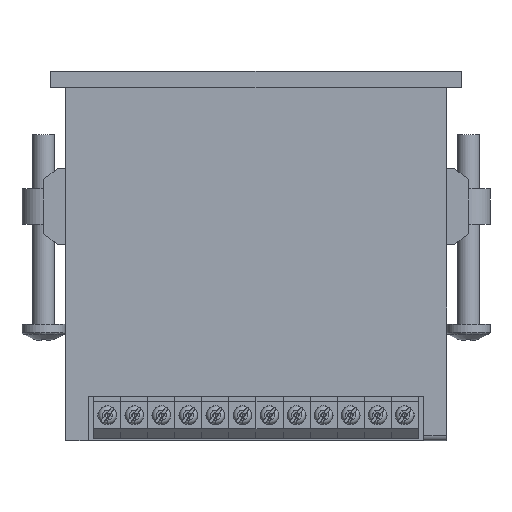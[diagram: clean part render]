
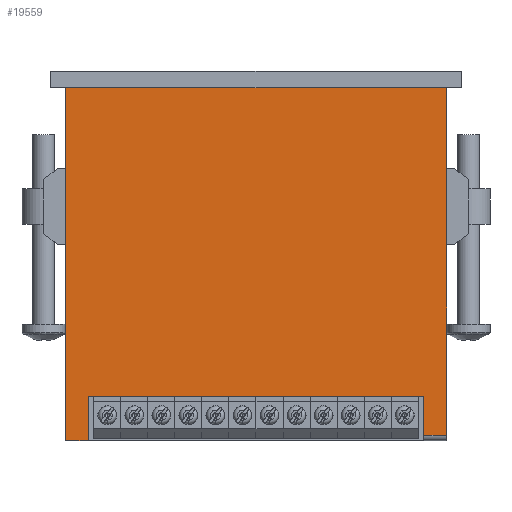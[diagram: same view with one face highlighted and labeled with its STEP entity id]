
A CAD part, front view. The second image highlights one B-rep face of the part: STEP entity #19559.
In plain terms, the highlighted planar face has unit normal (0, -1, 0).
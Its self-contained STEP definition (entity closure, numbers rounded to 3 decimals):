
#133 = ORIENTED_EDGE ( 'NONE', *, *, #3923, .T. ) ;
#728 = CARTESIAN_POINT ( 'NONE',  ( 73.25, 2., -67.3 ) ) ;
#857 = EDGE_CURVE ( 'NONE', #2126, #26446, #4302, .T. ) ;
#1085 = VERTEX_POINT ( 'NONE', #22728 ) ;
#1359 = DIRECTION ( 'NONE',  ( -1., 0., 0. ) ) ;
#1750 = LINE ( 'NONE', #15640, #7666 ) ;
#2035 = ORIENTED_EDGE ( 'NONE', *, *, #13043, .T. ) ;
#2119 = VECTOR ( 'NONE', #8824, 1000. ) ;
#2126 = VERTEX_POINT ( 'NONE', #16921 ) ;
#2196 = LINE ( 'NONE', #25133, #8119 ) ;
#2259 = DIRECTION ( 'NONE',  ( -1., 0., 0. ) ) ;
#2878 = EDGE_CURVE ( 'NONE', #19965, #21499, #23522, .T. ) ;
#3031 = VECTOR ( 'NONE', #28122, 1000. ) ;
#3820 = FACE_OUTER_BOUND ( 'NONE', #27652, .T. ) ;
#3923 = EDGE_CURVE ( 'NONE', #18653, #21499, #1750, .T. ) ;
#4302 = LINE ( 'NONE', #13454, #27325 ) ;
#4367 = VECTOR ( 'NONE', #1359, 1000. ) ;
#4727 = EDGE_CURVE ( 'NONE', #1085, #24773, #8958, .T. ) ;
#5503 = DIRECTION ( 'NONE',  ( 0., 0., 1. ) ) ;
#6224 = CARTESIAN_POINT ( 'NONE',  ( 69., 2., -67.3 ) ) ;
#7571 = DIRECTION ( 'NONE',  ( 0., 1., 0. ) ) ;
#7666 = VECTOR ( 'NONE', #2259, 1000. ) ;
#8119 = VECTOR ( 'NONE', #9554, 1000. ) ;
#8824 = DIRECTION ( 'NONE',  ( -1., 0., 0. ) ) ;
#8958 = LINE ( 'NONE', #25895, #3031 ) ;
#9554 = DIRECTION ( 'NONE',  ( 1., 0., 0. ) ) ;
#10155 = CARTESIAN_POINT ( 'NONE',  ( 2.75, 2., -68.3 ) ) ;
#10300 = LINE ( 'NONE', #25844, #4367 ) ;
#10460 = CARTESIAN_POINT ( 'NONE',  ( 7., 2., -68.3 ) ) ;
#13043 = EDGE_CURVE ( 'NONE', #27986, #18653, #14110, .T. ) ;
#13454 = CARTESIAN_POINT ( 'NONE',  ( 7., 2., -60.1 ) ) ;
#13477 = ORIENTED_EDGE ( 'NONE', *, *, #18126, .F. ) ;
#13512 = CARTESIAN_POINT ( 'NONE',  ( 2.75, 2., -68.3 ) ) ;
#14110 = LINE ( 'NONE', #16632, #19370 ) ;
#14429 = DIRECTION ( 'NONE',  ( 0., 0., 1. ) ) ;
#15640 = CARTESIAN_POINT ( 'NONE',  ( 73.25, 2., -3. ) ) ;
#16155 = EDGE_CURVE ( 'NONE', #24773, #27986, #2196, .T. ) ;
#16632 = CARTESIAN_POINT ( 'NONE',  ( 73.25, 2., -68.3 ) ) ;
#16921 = CARTESIAN_POINT ( 'NONE',  ( 7., 2., -60.1 ) ) ;
#17130 = EDGE_CURVE ( 'NONE', #26446, #19965, #19241, .T. ) ;
#17959 = DIRECTION ( 'NONE',  ( 0., 0., -1. ) ) ;
#18126 = EDGE_CURVE ( 'NONE', #1085, #2126, #10300, .T. ) ;
#18653 = VERTEX_POINT ( 'NONE', #23572 ) ;
#19241 = LINE ( 'NONE', #19790, #2119 ) ;
#19370 = VECTOR ( 'NONE', #5503, 1000. ) ;
#19559 = ADVANCED_FACE ( 'NONE', ( #3820 ), #20972, .F. ) ;
#19790 = CARTESIAN_POINT ( 'NONE',  ( 73.25, 2., -68.3 ) ) ;
#19965 = VERTEX_POINT ( 'NONE', #13512 ) ;
#20634 = ORIENTED_EDGE ( 'NONE', *, *, #17130, .F. ) ;
#20972 = PLANE ( 'NONE',  #21903 ) ;
#21499 = VERTEX_POINT ( 'NONE', #24071 ) ;
#21903 = AXIS2_PLACEMENT_3D ( 'NONE', #27566, #7571, #23194 ) ;
#22690 = ORIENTED_EDGE ( 'NONE', *, *, #16155, .T. ) ;
#22728 = CARTESIAN_POINT ( 'NONE',  ( 69., 2., -60.1 ) ) ;
#22823 = VECTOR ( 'NONE', #14429, 1000. ) ;
#23194 = DIRECTION ( 'NONE',  ( 0., 0., 1. ) ) ;
#23365 = ORIENTED_EDGE ( 'NONE', *, *, #857, .F. ) ;
#23522 = LINE ( 'NONE', #10155, #22823 ) ;
#23572 = CARTESIAN_POINT ( 'NONE',  ( 73.25, 2., -3. ) ) ;
#24071 = CARTESIAN_POINT ( 'NONE',  ( 2.75, 2., -3. ) ) ;
#24773 = VERTEX_POINT ( 'NONE', #6224 ) ;
#25133 = CARTESIAN_POINT ( 'NONE',  ( 73.25, 2., -67.3 ) ) ;
#25844 = CARTESIAN_POINT ( 'NONE',  ( 69., 2., -60.1 ) ) ;
#25895 = CARTESIAN_POINT ( 'NONE',  ( 69., 2., -60.1 ) ) ;
#25907 = ORIENTED_EDGE ( 'NONE', *, *, #4727, .T. ) ;
#26446 = VERTEX_POINT ( 'NONE', #10460 ) ;
#27325 = VECTOR ( 'NONE', #17959, 1000. ) ;
#27566 = CARTESIAN_POINT ( 'NONE',  ( 73.25, 2., -68.3 ) ) ;
#27652 = EDGE_LOOP ( 'NONE', ( #25907, #22690, #2035, #133, #27695, #20634, #23365, #13477 ) ) ;
#27695 = ORIENTED_EDGE ( 'NONE', *, *, #2878, .F. ) ;
#27986 = VERTEX_POINT ( 'NONE', #728 ) ;
#28122 = DIRECTION ( 'NONE',  ( 0., 0., -1. ) ) ;
